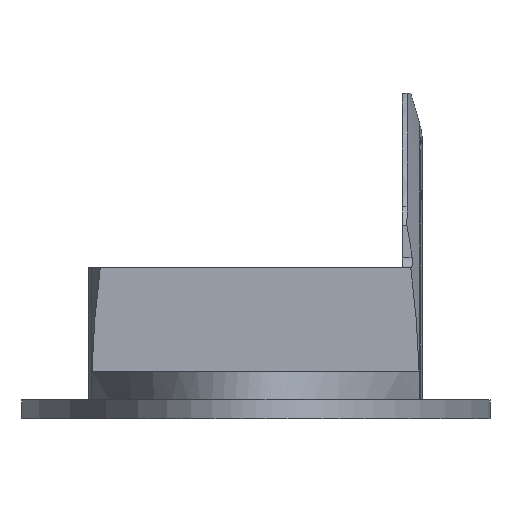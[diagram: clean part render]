
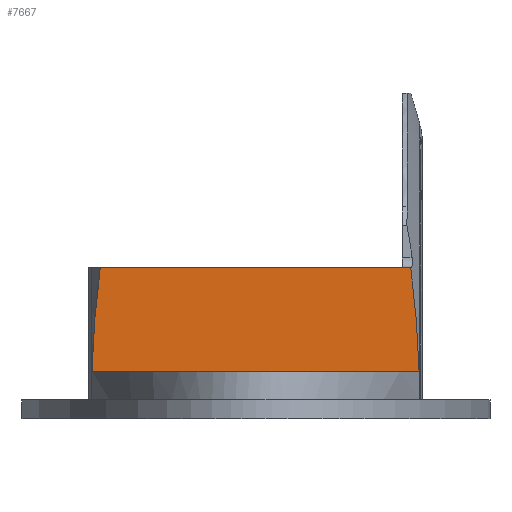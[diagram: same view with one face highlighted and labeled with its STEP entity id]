
A CAD part, left-side view. The second image highlights one B-rep face of the part: STEP entity #7667.
In plain terms, the highlighted planar face has unit normal (-1, 0, 0).
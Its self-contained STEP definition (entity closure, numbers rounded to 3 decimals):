
#767=B_SPLINE_CURVE_WITH_KNOTS('',3,(#15491,#15492,#15493,#15494,#15495,
#15496),.UNSPECIFIED.,.F.,.F.,(4,2,4),(0.3,0.76,
1.402),.UNSPECIFIED.);
#769=B_SPLINE_CURVE_WITH_KNOTS('',3,(#15516,#15517,#15518,#15519,#15520,
#15521),.UNSPECIFIED.,.F.,.F.,(4,2,4),(0.051,0.734,
1.153),.UNSPECIFIED.);
#861=PLANE('',#8013);
#1230=FACE_OUTER_BOUND('',#1651,.T.);
#1651=EDGE_LOOP('',(#7023,#7024,#7025,#7026,#7027));
#1842=LINE('',#10133,#2346);
#2122=LINE('',#15225,#2626);
#2159=LINE('',#16106,#2663);
#2346=VECTOR('',#8425,10.);
#2626=VECTOR('',#8893,10.);
#2663=VECTOR('',#9084,10.);
#3001=VERTEX_POINT('',#10015);
#3033=VERTEX_POINT('',#10128);
#3580=VERTEX_POINT('',#15224);
#3601=VERTEX_POINT('',#15490);
#3602=VERTEX_POINT('',#15497);
#3891=EDGE_CURVE('',#3033,#3001,#1842,.T.);
#4691=EDGE_CURVE('',#3001,#3580,#2122,.T.);
#4723=EDGE_CURVE('',#3601,#3580,#767,.T.);
#4725=EDGE_CURVE('',#3033,#3602,#769,.T.);
#4811=EDGE_CURVE('',#3602,#3601,#2159,.T.);
#7023=ORIENTED_EDGE('',*,*,#4723,.T.);
#7024=ORIENTED_EDGE('',*,*,#4691,.F.);
#7025=ORIENTED_EDGE('',*,*,#3891,.F.);
#7026=ORIENTED_EDGE('',*,*,#4725,.T.);
#7027=ORIENTED_EDGE('',*,*,#4811,.T.);
#7667=ADVANCED_FACE('',(#1230),#861,.T.);
#8013=AXIS2_PLACEMENT_3D('',#16107,#9085,#9086);
#8425=DIRECTION('',(0.,-1.,0.));
#8893=DIRECTION('',(0.,-1.,0.));
#9084=DIRECTION('',(0.,-1.,0.));
#9085=DIRECTION('center_axis',(-1.,0.,0.));
#9086=DIRECTION('ref_axis',(0.,-1.,0.));
#10015=CARTESIAN_POINT('',(-29.359,-15.55,16.));
#10128=CARTESIAN_POINT('',(-29.359,16.446,16.));
#10133=CARTESIAN_POINT('',(-29.359,8.825,16.));
#15224=CARTESIAN_POINT('',(-29.359,-16.445,16.));
#15225=CARTESIAN_POINT('',(-29.359,8.825,16.));
#15490=CARTESIAN_POINT('',(-29.359,-17.331,5.));
#15491=CARTESIAN_POINT('Ctrl Pts',(-29.359,-17.331,
5.));
#15492=CARTESIAN_POINT('Ctrl Pts',(-29.359,-17.288,6.535));
#15493=CARTESIAN_POINT('Ctrl Pts',(-29.359,-17.213,8.07));
#15494=CARTESIAN_POINT('Ctrl Pts',(-29.359,-16.952,
11.736));
#15495=CARTESIAN_POINT('Ctrl Pts',(-29.359,-16.733,
13.877));
#15496=CARTESIAN_POINT('Ctrl Pts',(-29.359,-16.445,
16.));
#15497=CARTESIAN_POINT('',(-29.359,17.329,5.));
#15516=CARTESIAN_POINT('Ctrl Pts',(-29.359,16.446,16.));
#15517=CARTESIAN_POINT('Ctrl Pts',(-29.359,16.751,13.743));
#15518=CARTESIAN_POINT('Ctrl Pts',(-29.359,16.978,11.466));
#15519=CARTESIAN_POINT('Ctrl Pts',(-29.359,17.224,7.799));
#15520=CARTESIAN_POINT('Ctrl Pts',(-29.359,17.29,6.4));
#15521=CARTESIAN_POINT('Ctrl Pts',(-29.359,17.329,5.));
#16106=CARTESIAN_POINT('',(-29.359,8.812,5.));
#16107=CARTESIAN_POINT('Origin',(-29.359,17.65,2.));
